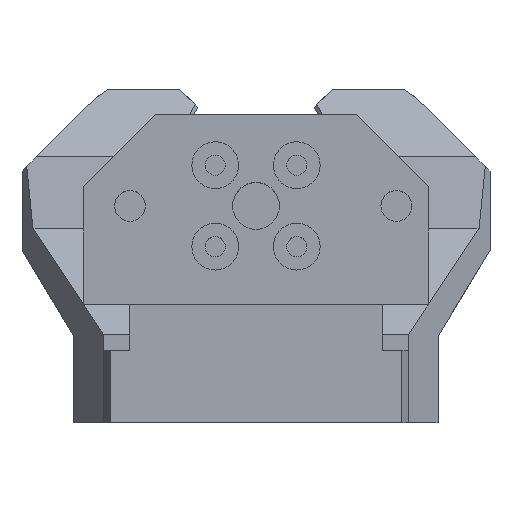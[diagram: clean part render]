
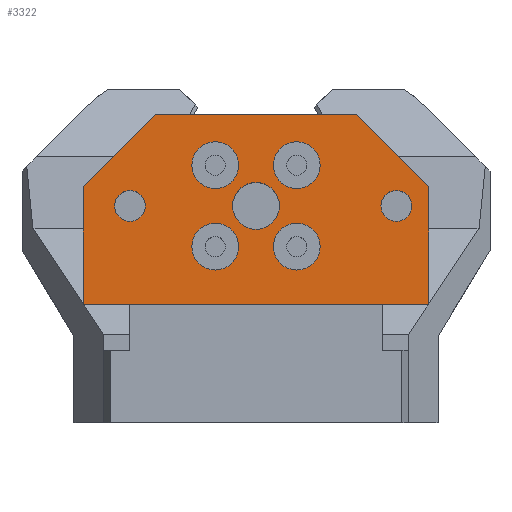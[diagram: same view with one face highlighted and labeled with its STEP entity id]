
A CAD part, top view. The second image highlights one B-rep face of the part: STEP entity #3322.
In plain terms, the highlighted planar face has unit normal (0, 0, 1).
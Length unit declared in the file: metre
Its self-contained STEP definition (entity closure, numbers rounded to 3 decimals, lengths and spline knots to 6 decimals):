
#154=PLANE('',#3597);
#307=LINE('',#5263,#651);
#499=LINE('',#5693,#843);
#500=LINE('',#5709,#844);
#501=LINE('',#5711,#845);
#502=LINE('',#5712,#846);
#503=LINE('',#5714,#847);
#651=VECTOR('',#3934,1.);
#843=VECTOR('',#4312,1.);
#844=VECTOR('',#4329,1.);
#845=VECTOR('',#4330,1.);
#846=VECTOR('',#4331,1.);
#847=VECTOR('',#4332,1.);
#1478=ORIENTED_EDGE('',*,*,#2219,.T.);
#1479=ORIENTED_EDGE('',*,*,#2220,.T.);
#1480=ORIENTED_EDGE('',*,*,#2221,.T.);
#1481=ORIENTED_EDGE('',*,*,#2222,.T.);
#1482=ORIENTED_EDGE('',*,*,#2223,.F.);
#1483=ORIENTED_EDGE('',*,*,#2224,.F.);
#1484=ORIENTED_EDGE('',*,*,#2225,.F.);
#1485=ORIENTED_EDGE('',*,*,#2218,.F.);
#1486=ORIENTED_EDGE('',*,*,#2226,.T.);
#1487=ORIENTED_EDGE('',*,*,#2227,.T.);
#1488=ORIENTED_EDGE('',*,*,#1998,.T.);
#1489=ORIENTED_EDGE('',*,*,#2228,.F.);
#1490=ORIENTED_EDGE('',*,*,#2229,.T.);
#1998=EDGE_CURVE('',#2456,#2455,#307,.T.);
#2218=EDGE_CURVE('',#2586,#2579,#499,.T.);
#2219=EDGE_CURVE('',#2587,#2587,#2692,.T.);
#2220=EDGE_CURVE('',#2588,#2588,#2693,.T.);
#2221=EDGE_CURVE('',#2589,#2589,#2694,.T.);
#2222=EDGE_CURVE('',#2590,#2590,#2695,.T.);
#2223=EDGE_CURVE('',#2591,#2591,#2696,.T.);
#2224=EDGE_CURVE('',#2592,#2592,#2697,.T.);
#2225=EDGE_CURVE('',#2593,#2593,#2698,.T.);
#2226=EDGE_CURVE('',#2586,#2594,#500,.F.);
#2227=EDGE_CURVE('',#2594,#2456,#501,.T.);
#2228=EDGE_CURVE('',#2595,#2455,#502,.T.);
#2229=EDGE_CURVE('',#2595,#2579,#503,.T.);
#2455=VERTEX_POINT('',#5262);
#2456=VERTEX_POINT('',#5264);
#2579=VERTEX_POINT('',#5679);
#2586=VERTEX_POINT('',#5692);
#2587=VERTEX_POINT('',#5696);
#2588=VERTEX_POINT('',#5698);
#2589=VERTEX_POINT('',#5700);
#2590=VERTEX_POINT('',#5702);
#2591=VERTEX_POINT('',#5704);
#2592=VERTEX_POINT('',#5706);
#2593=VERTEX_POINT('',#5708);
#2594=VERTEX_POINT('',#5710);
#2595=VERTEX_POINT('',#5713);
#2692=CIRCLE('',#3598,0.00325);
#2693=CIRCLE('',#3599,0.00325);
#2694=CIRCLE('',#3600,0.00325);
#2695=CIRCLE('',#3601,0.00325);
#2696=CIRCLE('',#3602,0.00325);
#2697=CIRCLE('',#3603,0.00215);
#2698=CIRCLE('',#3604,0.00215);
#2842=EDGE_LOOP('',(#1478));
#2843=EDGE_LOOP('',(#1479));
#2844=EDGE_LOOP('',(#1480));
#2845=EDGE_LOOP('',(#1481));
#2846=EDGE_LOOP('',(#1482));
#2847=EDGE_LOOP('',(#1483));
#2848=EDGE_LOOP('',(#1484));
#2849=EDGE_LOOP('',(#1485,#1486,#1487,#1488,#1489,#1490));
#3087=FACE_BOUND('',#2842,.T.);
#3088=FACE_BOUND('',#2843,.T.);
#3089=FACE_BOUND('',#2844,.T.);
#3090=FACE_BOUND('',#2845,.T.);
#3091=FACE_BOUND('',#2846,.T.);
#3092=FACE_BOUND('',#2847,.T.);
#3093=FACE_BOUND('',#2848,.T.);
#3094=FACE_BOUND('',#2849,.T.);
#3322=ADVANCED_FACE('',(#3087,#3088,#3089,#3090,#3091,#3092,#3093,#3094),
#154,.F.);
#3597=AXIS2_PLACEMENT_3D('',#5694,#4313,#4314);
#3598=AXIS2_PLACEMENT_3D('',#5695,#4315,#4316);
#3599=AXIS2_PLACEMENT_3D('',#5697,#4317,#4318);
#3600=AXIS2_PLACEMENT_3D('',#5699,#4319,#4320);
#3601=AXIS2_PLACEMENT_3D('',#5701,#4321,#4322);
#3602=AXIS2_PLACEMENT_3D('',#5703,#4323,#4324);
#3603=AXIS2_PLACEMENT_3D('',#5705,#4325,#4326);
#3604=AXIS2_PLACEMENT_3D('',#5707,#4327,#4328);
#3934=DIRECTION('',(1.,0.,0.));
#4312=DIRECTION('',(1.,0.,0.));
#4313=DIRECTION('',(0.,0.,-1.));
#4314=DIRECTION('',(-1.,0.,0.));
#4315=DIRECTION('',(0.,0.,-1.));
#4316=DIRECTION('',(-1.,0.,0.));
#4317=DIRECTION('',(0.,0.,-1.));
#4318=DIRECTION('',(-1.,0.,0.));
#4319=DIRECTION('',(0.,0.,-1.));
#4320=DIRECTION('',(-1.,0.,0.));
#4321=DIRECTION('',(0.,0.,-1.));
#4322=DIRECTION('',(-1.,0.,0.));
#4323=DIRECTION('',(0.,0.,1.));
#4324=DIRECTION('',(1.,0.,0.));
#4325=DIRECTION('',(0.,0.,1.));
#4326=DIRECTION('',(1.,0.,0.));
#4327=DIRECTION('',(0.,0.,1.));
#4328=DIRECTION('',(1.,0.,0.));
#4329=DIRECTION('',(0.707,0.707,0.));
#4330=DIRECTION('',(0.,-1.,0.));
#4331=DIRECTION('',(0.,-1.,0.));
#4332=DIRECTION('',(-0.707,0.707,0.));
#5262=CARTESIAN_POINT('',(0.024001,-0.01365,0.08125));
#5263=CARTESIAN_POINT('',(0.012,-0.01365,0.08125));
#5264=CARTESIAN_POINT('',(-0.024001,-0.01365,0.08125));
#5679=CARTESIAN_POINT('',(0.014001,0.012644,0.08125));
#5692=CARTESIAN_POINT('',(-0.014001,0.012644,0.08125));
#5693=CARTESIAN_POINT('',(0.012,0.012644,0.08125));
#5694=CARTESIAN_POINT('',(0.012,0.012646,0.08125));
#5695=CARTESIAN_POINT('',(0.005657,-0.005657,0.08125));
#5696=CARTESIAN_POINT('',(0.002407,-0.005657,0.08125));
#5697=CARTESIAN_POINT('',(-0.005657,0.005657,0.08125));
#5698=CARTESIAN_POINT('',(-0.008907,0.005657,0.08125));
#5699=CARTESIAN_POINT('',(-0.005657,-0.005657,0.08125));
#5700=CARTESIAN_POINT('',(-0.008907,-0.005657,0.08125));
#5701=CARTESIAN_POINT('',(0.005657,0.005657,0.08125));
#5702=CARTESIAN_POINT('',(0.002407,0.005657,0.08125));
#5703=CARTESIAN_POINT('',(0.,0.,0.08125));
#5704=CARTESIAN_POINT('',(0.00325,0.,0.08125));
#5705=CARTESIAN_POINT('',(0.019501,-0.000003,0.08125));
#5706=CARTESIAN_POINT('',(0.021651,-0.000003,0.08125));
#5707=CARTESIAN_POINT('',(-0.017499,-0.000003,0.08125));
#5708=CARTESIAN_POINT('',(-0.015349,-0.000003,0.08125));
#5709=CARTESIAN_POINT('',(-0.024001,0.002644,0.08125));
#5710=CARTESIAN_POINT('',(-0.024001,0.002644,0.08125));
#5711=CARTESIAN_POINT('',(-0.024001,0.012646,0.08125));
#5712=CARTESIAN_POINT('',(0.024001,0.012646,0.08125));
#5713=CARTESIAN_POINT('',(0.024001,0.002644,0.08125));
#5714=CARTESIAN_POINT('',(0.014001,0.012644,0.08125));
